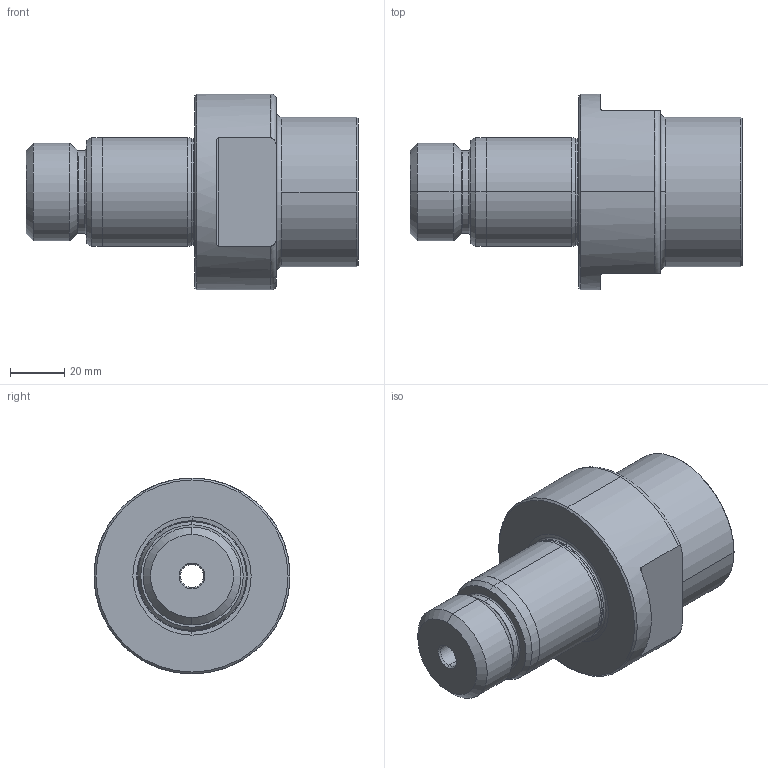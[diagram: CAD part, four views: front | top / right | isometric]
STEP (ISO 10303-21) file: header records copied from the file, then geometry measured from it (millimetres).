
FILE_DESCRIPTION (( 'STEP AP203' ), '1' );
FILE_NAME ('120.720.551C.STEP', '2024-09-02T11:43:09', ( '' ), ( '' ), 'SwSTEP 2.0', 'SolidWorks 2022', '' );
FILE_SCHEMA (( 'CONFIG_CONTROL_DESIGN' ));
Length unit declared in the file: millimetre
Products named in the file (1): 120.720.551C
Bounding box: 122 x 72 x 72 mm (x, y, z)
Volume: 215407 mm3; surface area: 33769.5 mm2
Topology: 1 solids, 1 shells, 79 faces, 170 edges, 99 vertices
Faces by surface type: cone 26, cylinder 24, torus 17, plane 12
Entity records: 2319 total; most frequent: CARTESIAN_POINT 459, DIRECTION 426, ORIENTED_EDGE 340, AXIS2_PLACEMENT_3D 184, EDGE_CURVE 170, CIRCLE 104, VERTEX_POINT 99, EDGE_LOOP 87
